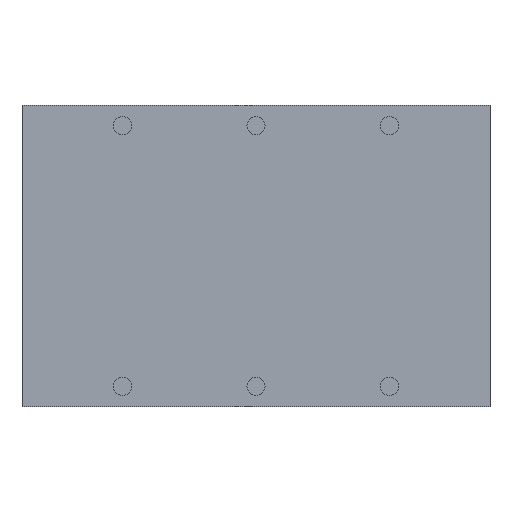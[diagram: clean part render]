
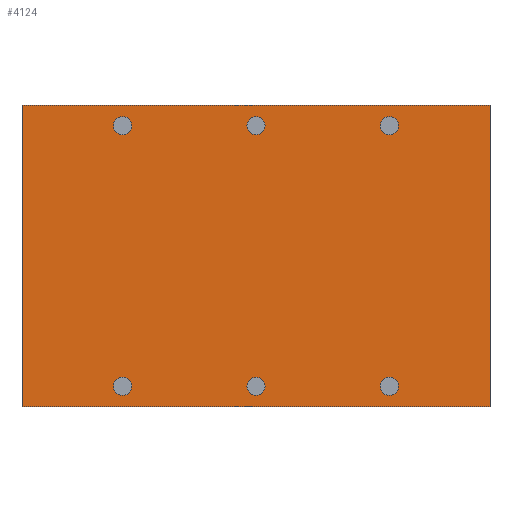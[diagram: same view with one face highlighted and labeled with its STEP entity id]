
A CAD part, front view. The second image highlights one B-rep face of the part: STEP entity #4124.
In plain terms, the highlighted planar face has unit normal (0, -1, 0).
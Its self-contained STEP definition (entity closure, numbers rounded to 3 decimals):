
#45 = CARTESIAN_POINT ( 'NONE',  ( 21.05, -87.525, 33.668 ) ) ;
#46 = VERTEX_POINT ( 'NONE', #45 ) ;
#47 = CARTESIAN_POINT ( 'NONE',  ( 21.05, -87.525, 1.41 ) ) ;
#48 = VERTEX_POINT ( 'NONE', #47 ) ;
#49 = CARTESIAN_POINT ( 'NONE',  ( 37.56, -87.525, 33.668 ) ) ;
#50 = VERTEX_POINT ( 'NONE', #49 ) ;
#51 = CARTESIAN_POINT ( 'NONE',  ( 4.54, -87.525, 1.41 ) ) ;
#52 = VERTEX_POINT ( 'NONE', #51 ) ;
#53 = CARTESIAN_POINT ( 'NONE',  ( 4.54, -87.525, 33.668 ) ) ;
#54 = VERTEX_POINT ( 'NONE', #53 ) ;
#55 = CARTESIAN_POINT ( 'NONE',  ( 37.56, -87.525, 1.41 ) ) ;
#56 = VERTEX_POINT ( 'NONE', #55 ) ;
#493 = CARTESIAN_POINT ( 'NONE',  ( 50.006, -87.525, 0. ) ) ;
#494 = CARTESIAN_POINT ( 'NONE',  ( -7.906, -87.525, 37.338 ) ) ;
#495 = CARTESIAN_POINT ( 'NONE',  ( -7.906, -87.525, 0. ) ) ;
#496 = CARTESIAN_POINT ( 'NONE',  ( 50.006, -87.525, 37.338 ) ) ;
#604 = DIRECTION ( 'NONE',  ( 0., 0., -1. ) ) ;
#605 = DIRECTION ( 'NONE',  ( 0., -1., 0. ) ) ;
#606 = PLANE ( 'NONE',  #3895 ) ;
#615 = CARTESIAN_POINT ( 'NONE',  ( -7.906, -87.525, 0. ) ) ;
#1393 = EDGE_LOOP ( 'NONE', ( #4831, #4832, #4833, #4834 ) ) ;
#1395 = EDGE_LOOP ( 'NONE', ( #4828 ) ) ;
#1396 = EDGE_LOOP ( 'NONE', ( #4830 ) ) ;
#1398 = EDGE_LOOP ( 'NONE', ( #4829 ) ) ;
#1400 = EDGE_LOOP ( 'NONE', ( #4827 ) ) ;
#1403 = EDGE_LOOP ( 'NONE', ( #4826 ) ) ;
#1406 = EDGE_LOOP ( 'NONE', ( #4825 ) ) ;
#2129 = CIRCLE ( 'NONE', #3582, 1.13 ) ;
#2139 = LINE ( 'NONE', #5539, #2148 ) ;
#2141 = CIRCLE ( 'NONE', #3581, 1.13 ) ;
#2144 = LINE ( 'NONE', #5536, #2145 ) ;
#2145 = VECTOR ( 'NONE', #5533, 1000. ) ;
#2146 = LINE ( 'NONE', #5552, #2157 ) ;
#2147 = LINE ( 'NONE', #5530, #2154 ) ;
#2148 = VECTOR ( 'NONE', #5542, 1000. ) ;
#2149 = CIRCLE ( 'NONE', #3583, 1.13 ) ;
#2151 = CIRCLE ( 'NONE', #3584, 1.13 ) ;
#2153 = CIRCLE ( 'NONE', #3585, 1.13 ) ;
#2154 = VECTOR ( 'NONE', #5544, 1000. ) ;
#2155 = CIRCLE ( 'NONE', #3590, 1.13 ) ;
#2157 = VECTOR ( 'NONE', #5548, 1000. ) ;
#3100 = EDGE_CURVE ( 'NONE', #56, #56, #2129, .T. ) ;
#3107 = EDGE_CURVE ( 'NONE', #54, #54, #2141, .T. ) ;
#3110 = EDGE_CURVE ( 'NONE', #7119, #7107, #2144, .T. ) ;
#3111 = EDGE_CURVE ( 'NONE', #52, #52, #2149, .T. ) ;
#3112 = EDGE_CURVE ( 'NONE', #7116, #7117, #2139, .T. ) ;
#3113 = EDGE_CURVE ( 'NONE', #50, #50, #2151, .T. ) ;
#3115 = EDGE_CURVE ( 'NONE', #48, #48, #2153, .T. ) ;
#3116 = EDGE_CURVE ( 'NONE', #46, #46, #2155, .T. ) ;
#3117 = EDGE_CURVE ( 'NONE', #7117, #7107, #2147, .T. ) ;
#3118 = EDGE_CURVE ( 'NONE', #7116, #7119, #2146, .T. ) ;
#3581 = AXIS2_PLACEMENT_3D ( 'NONE', #6147, #6143, #6163 ) ;
#3582 = AXIS2_PLACEMENT_3D ( 'NONE', #6174, #6176, #6159 ) ;
#3583 = AXIS2_PLACEMENT_3D ( 'NONE', #5535, #5537, #5540 ) ;
#3584 = AXIS2_PLACEMENT_3D ( 'NONE', #5531, #5541, #5545 ) ;
#3585 = AXIS2_PLACEMENT_3D ( 'NONE', #5547, #5553, #5550 ) ;
#3590 = AXIS2_PLACEMENT_3D ( 'NONE', #5543, #5532, #5528 ) ;
#3895 = AXIS2_PLACEMENT_3D ( 'NONE', #615, #605, #604 ) ;
#4124 = ADVANCED_FACE ( 'NONE', ( #4340, #4337, #4344, #4346, #4339, #4341, #4343 ), #606, .T. ) ;
#4337 = FACE_BOUND ( 'NONE', #1403, .T. ) ;
#4339 = FACE_BOUND ( 'NONE', #1398, .T. ) ;
#4340 = FACE_BOUND ( 'NONE', #1406, .T. ) ;
#4341 = FACE_BOUND ( 'NONE', #1396, .T. ) ;
#4343 = FACE_OUTER_BOUND ( 'NONE', #1393, .T. ) ;
#4344 = FACE_BOUND ( 'NONE', #1400, .T. ) ;
#4346 = FACE_BOUND ( 'NONE', #1395, .T. ) ;
#4825 = ORIENTED_EDGE ( 'NONE', *, *, #3113, .F. ) ;
#4826 = ORIENTED_EDGE ( 'NONE', *, *, #3100, .F. ) ;
#4827 = ORIENTED_EDGE ( 'NONE', *, *, #3107, .F. ) ;
#4828 = ORIENTED_EDGE ( 'NONE', *, *, #3111, .F. ) ;
#4829 = ORIENTED_EDGE ( 'NONE', *, *, #3115, .F. ) ;
#4830 = ORIENTED_EDGE ( 'NONE', *, *, #3116, .F. ) ;
#4831 = ORIENTED_EDGE ( 'NONE', *, *, #3117, .F. ) ;
#4832 = ORIENTED_EDGE ( 'NONE', *, *, #3112, .F. ) ;
#4833 = ORIENTED_EDGE ( 'NONE', *, *, #3118, .T. ) ;
#4834 = ORIENTED_EDGE ( 'NONE', *, *, #3110, .T. ) ;
#5528 = DIRECTION ( 'NONE',  ( 0., 0., -1. ) ) ;
#5530 = CARTESIAN_POINT ( 'NONE',  ( -7.906, -87.525, 37.338 ) ) ;
#5531 = CARTESIAN_POINT ( 'NONE',  ( 37.56, -87.525, 34.798 ) ) ;
#5532 = DIRECTION ( 'NONE',  ( 0., -1., 0. ) ) ;
#5533 = DIRECTION ( 'NONE',  ( 0., 0., 1. ) ) ;
#5535 = CARTESIAN_POINT ( 'NONE',  ( 4.54, -87.525, 2.54 ) ) ;
#5536 = CARTESIAN_POINT ( 'NONE',  ( 50.006, -87.525, 0. ) ) ;
#5537 = DIRECTION ( 'NONE',  ( 0., -1., 0. ) ) ;
#5539 = CARTESIAN_POINT ( 'NONE',  ( -7.906, -87.525, 0. ) ) ;
#5540 = DIRECTION ( 'NONE',  ( 0., 0., -1. ) ) ;
#5541 = DIRECTION ( 'NONE',  ( 0., -1., 0. ) ) ;
#5542 = DIRECTION ( 'NONE',  ( 0., 0., 1. ) ) ;
#5543 = CARTESIAN_POINT ( 'NONE',  ( 21.05, -87.525, 34.798 ) ) ;
#5544 = DIRECTION ( 'NONE',  ( 1., 0., 0. ) ) ;
#5545 = DIRECTION ( 'NONE',  ( 0., 0., -1. ) ) ;
#5547 = CARTESIAN_POINT ( 'NONE',  ( 21.05, -87.525, 2.54 ) ) ;
#5548 = DIRECTION ( 'NONE',  ( 1., 0., 0. ) ) ;
#5550 = DIRECTION ( 'NONE',  ( 0., 0., -1. ) ) ;
#5552 = CARTESIAN_POINT ( 'NONE',  ( -7.906, -87.525, 0. ) ) ;
#5553 = DIRECTION ( 'NONE',  ( 0., -1., 0. ) ) ;
#6143 = DIRECTION ( 'NONE',  ( 0., -1., 0. ) ) ;
#6147 = CARTESIAN_POINT ( 'NONE',  ( 4.54, -87.525, 34.798 ) ) ;
#6159 = DIRECTION ( 'NONE',  ( 0., 0., -1. ) ) ;
#6163 = DIRECTION ( 'NONE',  ( 0., 0., -1. ) ) ;
#6174 = CARTESIAN_POINT ( 'NONE',  ( 37.56, -87.525, 2.54 ) ) ;
#6176 = DIRECTION ( 'NONE',  ( 0., -1., 0. ) ) ;
#7107 = VERTEX_POINT ( 'NONE', #496 ) ;
#7116 = VERTEX_POINT ( 'NONE', #495 ) ;
#7117 = VERTEX_POINT ( 'NONE', #494 ) ;
#7119 = VERTEX_POINT ( 'NONE', #493 ) ;
